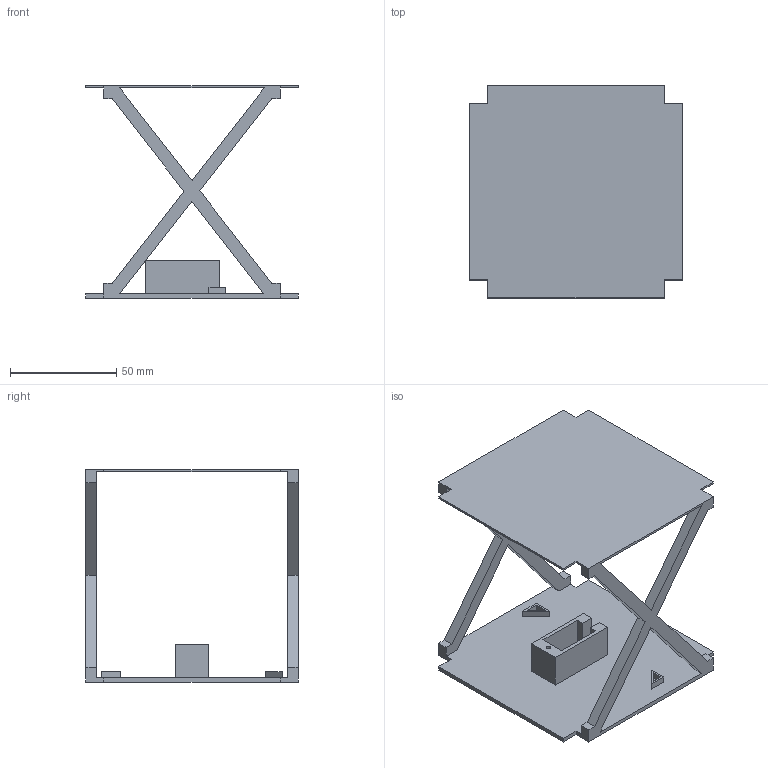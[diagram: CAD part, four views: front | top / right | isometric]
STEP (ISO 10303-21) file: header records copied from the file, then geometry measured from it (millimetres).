
FILE_DESCRIPTION(('STEP AP242'), '1');
FILE_NAME('äåðæàòåëü ñåðâû', '', ('UNSPECIFIED'), ('UNSPECIFIED'), 'C3D Converter', 'C3D Toolkit', '');
FILE_SCHEMA(('AP242_MANAGED_MODEL_BASED_3D_ENGINEERING_MIM_LF { 1 0 10303 442 1 1 4 }'));
Length unit declared in the file: millimetre
Products named in the file (1):  ВО
Bounding box: 100 x 100 x 100 mm (x, y, z)
Volume: 47562.9 mm3; surface area: 53587 mm2
Topology: 1 solids, 1 shells, 85 faces, 247 edges, 164 vertices
Faces by surface type: plane 84, cylinder 1
Full cylindrical faces by diameter (mm): 2 x1
Entity records: 2802 total; most frequent: CARTESIAN_POINT 496, ORIENTED_EDGE 492, DIRECTION 420, EDGE_CURVE 246, LINE 244, VECTOR 244, VERTEX_POINT 164, EDGE_LOOP 96
